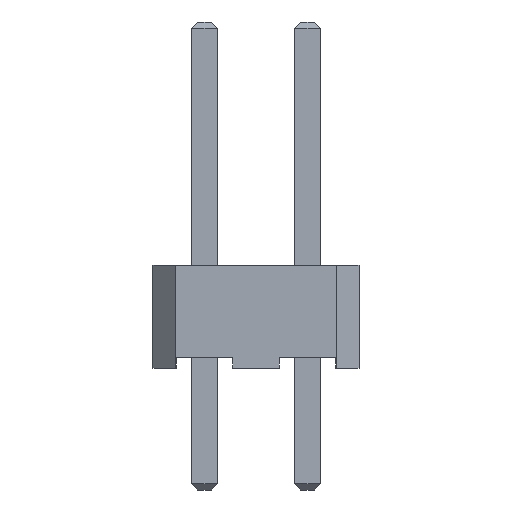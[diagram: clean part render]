
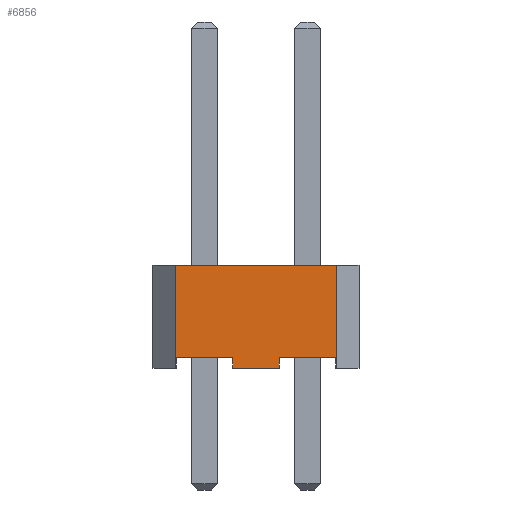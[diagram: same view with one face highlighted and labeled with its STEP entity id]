
A CAD part, left-side view. The second image highlights one B-rep face of the part: STEP entity #6856.
In plain terms, the highlighted planar face has unit normal (-1, 0, 0).
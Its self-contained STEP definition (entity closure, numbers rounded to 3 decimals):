
#418=FACE_OUTER_BOUND('',#840,.T.);
#840=EDGE_LOOP('',(#5791,#5792,#5793,#5794,#5795,#5796,#5797,#5798,#5799,
#5800,#5801,#5802));
#1456=LINE('',#10296,#2380);
#1459=LINE('',#10301,#2383);
#1497=LINE('',#10377,#2421);
#1537=LINE('',#10458,#2461);
#1577=LINE('',#10538,#2501);
#1580=LINE('',#10543,#2504);
#1581=LINE('',#10545,#2505);
#1583=LINE('',#10550,#2507);
#1621=LINE('',#10625,#2545);
#1622=LINE('',#10627,#2546);
#1693=LINE('',#10769,#2617);
#1694=LINE('',#10771,#2618);
#2380=VECTOR('',#8474,10.);
#2383=VECTOR('',#8479,10.);
#2421=VECTOR('',#8519,10.);
#2461=VECTOR('',#8563,10.);
#2501=VECTOR('',#8607,10.);
#2504=VECTOR('',#8612,10.);
#2505=VECTOR('',#8615,10.);
#2507=VECTOR('',#8619,10.);
#2545=VECTOR('',#8659,10.);
#2546=VECTOR('',#8662,10.);
#2617=VECTOR('',#8875,10.);
#2618=VECTOR('',#8878,10.);
#3075=VERTEX_POINT('',#10293);
#3076=VERTEX_POINT('',#10295);
#3077=VERTEX_POINT('',#10299);
#3114=VERTEX_POINT('',#10375);
#3152=VERTEX_POINT('',#10455);
#3153=VERTEX_POINT('',#10457);
#3190=VERTEX_POINT('',#10535);
#3191=VERTEX_POINT('',#10537);
#3192=VERTEX_POINT('',#10541);
#3193=VERTEX_POINT('',#10547);
#3194=VERTEX_POINT('',#10549);
#3230=VERTEX_POINT('',#10623);
#3856=EDGE_CURVE('',#3076,#3075,#1456,.T.);
#3859=EDGE_CURVE('',#3077,#3075,#1459,.T.);
#3897=EDGE_CURVE('',#3114,#3077,#1497,.T.);
#3937=EDGE_CURVE('',#3152,#3153,#1537,.T.);
#3977=EDGE_CURVE('',#3190,#3191,#1577,.T.);
#3980=EDGE_CURVE('',#3192,#3190,#1580,.T.);
#3981=EDGE_CURVE('',#3076,#3192,#1581,.T.);
#3983=EDGE_CURVE('',#3193,#3194,#1583,.T.);
#4021=EDGE_CURVE('',#3230,#3193,#1621,.T.);
#4022=EDGE_CURVE('',#3230,#3191,#1622,.T.);
#4093=EDGE_CURVE('',#3153,#3114,#1693,.T.);
#4094=EDGE_CURVE('',#3194,#3152,#1694,.T.);
#5791=ORIENTED_EDGE('',*,*,#3937,.F.);
#5792=ORIENTED_EDGE('',*,*,#4094,.F.);
#5793=ORIENTED_EDGE('',*,*,#3983,.F.);
#5794=ORIENTED_EDGE('',*,*,#4021,.F.);
#5795=ORIENTED_EDGE('',*,*,#4022,.T.);
#5796=ORIENTED_EDGE('',*,*,#3977,.F.);
#5797=ORIENTED_EDGE('',*,*,#3980,.F.);
#5798=ORIENTED_EDGE('',*,*,#3981,.F.);
#5799=ORIENTED_EDGE('',*,*,#3856,.T.);
#5800=ORIENTED_EDGE('',*,*,#3859,.F.);
#5801=ORIENTED_EDGE('',*,*,#3897,.F.);
#5802=ORIENTED_EDGE('',*,*,#4093,.F.);
#6434=PLANE('',#7317);
#6856=ADVANCED_FACE('',(#418),#6434,.T.);
#7317=AXIS2_PLACEMENT_3D('',#10772,#8879,#8880);
#8474=DIRECTION('',(0.,-1.,0.));
#8479=DIRECTION('',(0.,0.,1.));
#8519=DIRECTION('',(0.,1.,0.));
#8563=DIRECTION('',(0.,-1.,0.));
#8607=DIRECTION('',(0.,0.,1.));
#8612=DIRECTION('',(0.,1.,0.));
#8615=DIRECTION('',(0.,0.,-1.));
#8619=DIRECTION('',(0.,1.,0.));
#8659=DIRECTION('',(0.,0.,-1.));
#8662=DIRECTION('',(0.,-1.,0.));
#8875=DIRECTION('',(0.,0.,-1.));
#8878=DIRECTION('',(0.,0.,1.));
#8879=DIRECTION('center_axis',(-1.,0.,0.));
#8880=DIRECTION('ref_axis',(0.,-1.,0.));
#10293=CARTESIAN_POINT('',(-15.24,-1.97,0.32));
#10295=CARTESIAN_POINT('',(-15.24,-0.57,0.32));
#10296=CARTESIAN_POINT('',(-15.24,-1.135,0.32));
#10299=CARTESIAN_POINT('',(-15.24,-1.97,0.05));
#10301=CARTESIAN_POINT('',(-15.24,-1.97,1.32));
#10375=CARTESIAN_POINT('',(-15.24,-1.987,0.05));
#10377=CARTESIAN_POINT('',(-15.24,-1.159,0.05));
#10455=CARTESIAN_POINT('',(-15.24,1.987,2.59));
#10457=CARTESIAN_POINT('',(-15.24,-1.987,2.59));
#10458=CARTESIAN_POINT('',(-15.24,0.,2.59));
#10535=CARTESIAN_POINT('',(-15.24,0.57,0.05));
#10537=CARTESIAN_POINT('',(-15.24,0.57,0.32));
#10538=CARTESIAN_POINT('',(-15.24,0.57,1.32));
#10541=CARTESIAN_POINT('',(-15.24,-0.57,0.05));
#10543=CARTESIAN_POINT('',(-15.24,-0.817,0.05));
#10545=CARTESIAN_POINT('',(-15.24,-0.57,1.455));
#10547=CARTESIAN_POINT('',(-15.24,1.97,0.05));
#10549=CARTESIAN_POINT('',(-15.24,1.987,0.05));
#10550=CARTESIAN_POINT('',(-15.24,1.723,0.05));
#10623=CARTESIAN_POINT('',(-15.24,1.97,0.32));
#10625=CARTESIAN_POINT('',(-15.24,1.97,1.455));
#10627=CARTESIAN_POINT('',(-15.24,1.405,0.32));
#10769=CARTESIAN_POINT('',(-15.24,-1.987,0.05));
#10771=CARTESIAN_POINT('',(-15.24,1.987,0.05));
#10772=CARTESIAN_POINT('Origin',(-15.24,0.,0.05));
